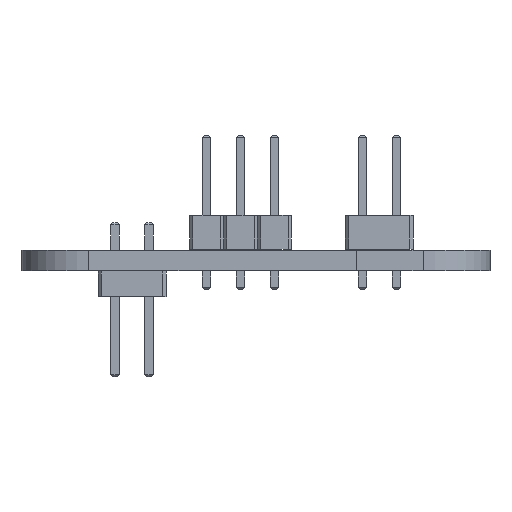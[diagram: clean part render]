
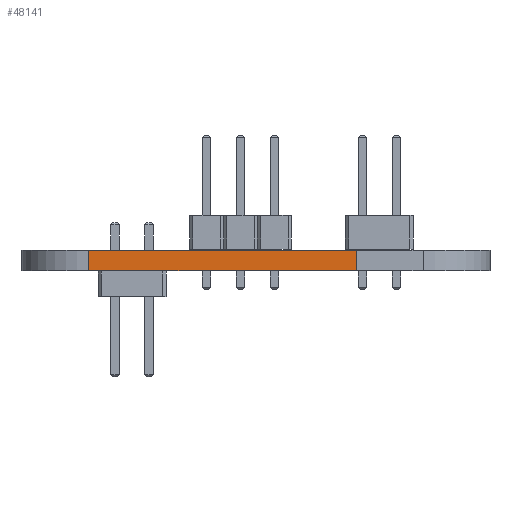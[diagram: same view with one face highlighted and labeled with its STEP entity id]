
A CAD part, front view. The second image highlights one B-rep face of the part: STEP entity #48141.
In plain terms, the highlighted planar face has unit normal (0, -1, 0).
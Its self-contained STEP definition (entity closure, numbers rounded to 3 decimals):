
#46214 = VERTEX_POINT('',#46215);
#46215 = CARTESIAN_POINT('',(125.301,-128.814,0.));
#46222 = EDGE_CURVE('',#46223,#46214,#46225,.T.);
#46223 = VERTEX_POINT('',#46224);
#46224 = CARTESIAN_POINT('',(145.301,-128.814,0.));
#46225 = LINE('',#46226,#46227);
#46226 = CARTESIAN_POINT('',(145.301,-128.814,0.));
#46227 = VECTOR('',#46228,1.);
#46228 = DIRECTION('',(-1.,0.,0.));
#47151 = VERTEX_POINT('',#47152);
#47152 = CARTESIAN_POINT('',(125.301,-128.814,1.51));
#47159 = EDGE_CURVE('',#47160,#47151,#47162,.T.);
#47160 = VERTEX_POINT('',#47161);
#47161 = CARTESIAN_POINT('',(145.301,-128.814,1.51));
#47162 = LINE('',#47163,#47164);
#47163 = CARTESIAN_POINT('',(145.301,-128.814,1.51));
#47164 = VECTOR('',#47165,1.);
#47165 = DIRECTION('',(-1.,0.,0.));
#48113 = EDGE_CURVE('',#46223,#47160,#48114,.T.);
#48114 = LINE('',#48115,#48116);
#48115 = CARTESIAN_POINT('',(145.301,-128.814,0.));
#48116 = VECTOR('',#48117,1.);
#48117 = DIRECTION('',(0.,0.,1.));
#48141 = ADVANCED_FACE('',(#48142),#48153,.T.);
#48142 = FACE_BOUND('',#48143,.T.);
#48143 = EDGE_LOOP('',(#48144,#48145,#48146,#48152));
#48144 = ORIENTED_EDGE('',*,*,#48113,.T.);
#48145 = ORIENTED_EDGE('',*,*,#47159,.T.);
#48146 = ORIENTED_EDGE('',*,*,#48147,.F.);
#48147 = EDGE_CURVE('',#46214,#47151,#48148,.T.);
#48148 = LINE('',#48149,#48150);
#48149 = CARTESIAN_POINT('',(125.301,-128.814,0.));
#48150 = VECTOR('',#48151,1.);
#48151 = DIRECTION('',(0.,0.,1.));
#48152 = ORIENTED_EDGE('',*,*,#46222,.F.);
#48153 = PLANE('',#48154);
#48154 = AXIS2_PLACEMENT_3D('',#48155,#48156,#48157);
#48155 = CARTESIAN_POINT('',(145.301,-128.814,0.));
#48156 = DIRECTION('',(0.,-1.,0.));
#48157 = DIRECTION('',(-1.,0.,0.));
